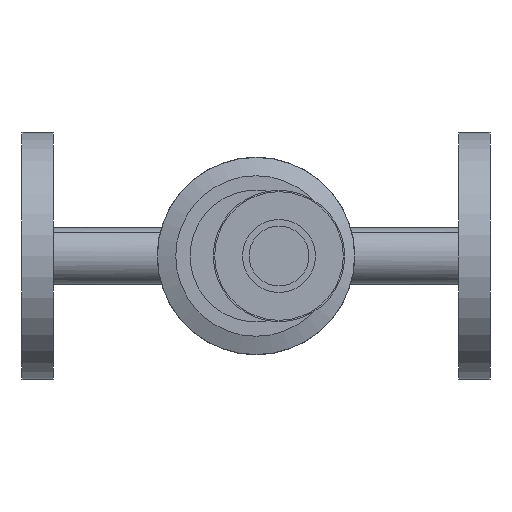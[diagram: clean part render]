
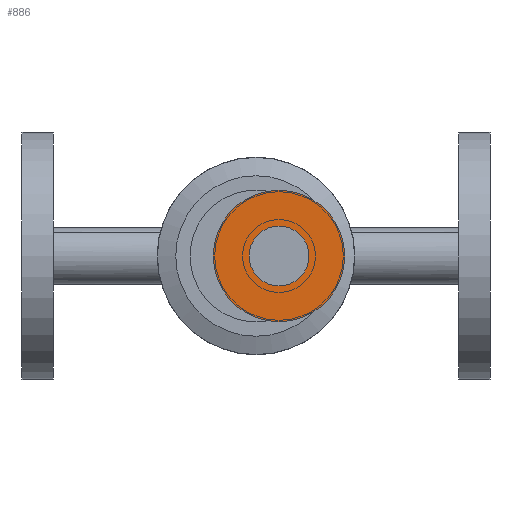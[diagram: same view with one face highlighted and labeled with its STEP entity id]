
A CAD part, left-side view. The second image highlights one B-rep face of the part: STEP entity #886.
In plain terms, the highlighted planar face has unit normal (-1, 0, 0).
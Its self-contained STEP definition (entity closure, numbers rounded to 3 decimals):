
#25=FACE_BOUND('',#171,.T.);
#61=PLANE('',#1002);
#108=FACE_OUTER_BOUND('',#170,.T.);
#170=EDGE_LOOP('',(#669));
#171=EDGE_LOOP('',(#670));
#351=CIRCLE('',#1001,11.5);
#352=CIRCLE('',#1003,25.25);
#425=VERTEX_POINT('',#1492);
#426=VERTEX_POINT('',#1496);
#521=EDGE_CURVE('',#425,#425,#351,.T.);
#522=EDGE_CURVE('',#426,#426,#352,.T.);
#669=ORIENTED_EDGE('',*,*,#522,.F.);
#670=ORIENTED_EDGE('',*,*,#521,.T.);
#886=ADVANCED_FACE('',(#108,#25),#61,.T.);
#1001=AXIS2_PLACEMENT_3D('',#1494,#1201,#1202);
#1002=AXIS2_PLACEMENT_3D('',#1495,#1203,#1204);
#1003=AXIS2_PLACEMENT_3D('',#1497,#1205,#1206);
#1201=DIRECTION('center_axis',(1.,0.,0.));
#1202=DIRECTION('ref_axis',(0.,0.,-1.));
#1203=DIRECTION('center_axis',(-1.,0.,0.));
#1204=DIRECTION('ref_axis',(0.,0.,1.));
#1205=DIRECTION('center_axis',(1.,0.,0.));
#1206=DIRECTION('ref_axis',(0.,0.,-1.));
#1492=CARTESIAN_POINT('',(191.451,2.65,0.));
#1494=CARTESIAN_POINT('Origin',(191.451,-8.85,0.));
#1495=CARTESIAN_POINT('Origin',(191.451,-34.1,0.));
#1496=CARTESIAN_POINT('',(191.451,16.4,0.));
#1497=CARTESIAN_POINT('Origin',(191.451,-8.85,0.));
